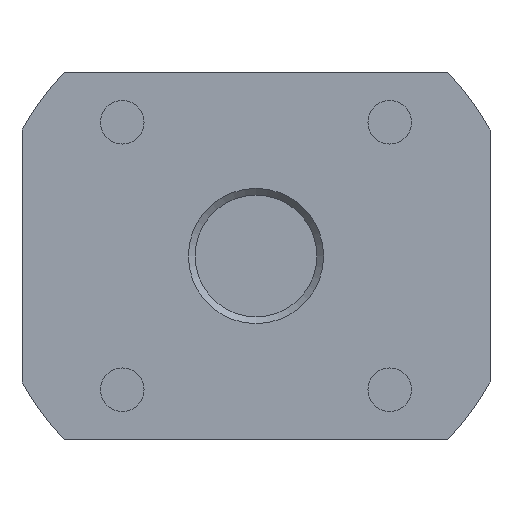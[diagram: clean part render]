
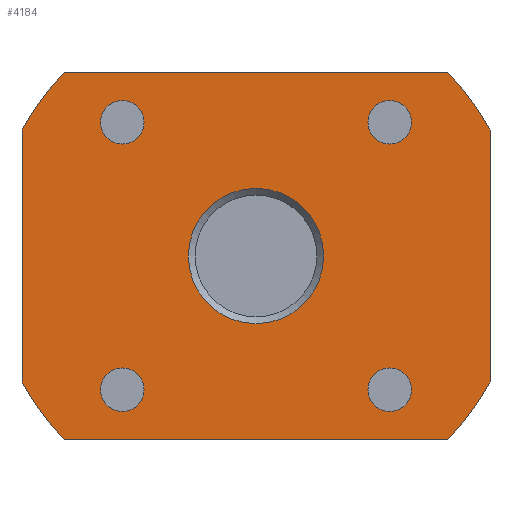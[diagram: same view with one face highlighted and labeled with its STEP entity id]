
A CAD part, front view. The second image highlights one B-rep face of the part: STEP entity #4184.
In plain terms, the highlighted planar face has unit normal (0, -1, 0).
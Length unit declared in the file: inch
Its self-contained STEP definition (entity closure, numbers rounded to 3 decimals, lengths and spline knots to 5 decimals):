
#3911=CARTESIAN_POINT('',(0.8375,0.,-1.0));
#3912=VERTEX_POINT('',#3911);
#3913=CARTESIAN_POINT('',(1.0,0.,-1.0));
#3914=DIRECTION('',(0.0,1.0,0.0));
#3915=DIRECTION('',(-1.0,0.0,0.0));
#3916=AXIS2_PLACEMENT_3D('',#3913,#3914,#3915);
#3917=CIRCLE('',#3916,0.1625);
#3918=EDGE_CURVE('',#3912,#3912,#3917,.T.);
#3952=CARTESIAN_POINT('',(-1.1625,0.,-1.));
#3953=VERTEX_POINT('',#3952);
#3954=CARTESIAN_POINT('',(-1.0,0.,-1.0));
#3955=DIRECTION('',(0.0,1.0,0.0));
#3956=DIRECTION('',(-1.0,0.0,0.0));
#3957=AXIS2_PLACEMENT_3D('',#3954,#3955,#3956);
#3958=CIRCLE('',#3957,0.1625);
#3959=EDGE_CURVE('',#3953,#3953,#3958,.T.);
#3993=CARTESIAN_POINT('',(0.8375,0.,1.0));
#3994=VERTEX_POINT('',#3993);
#3995=CARTESIAN_POINT('',(1.0,0.,1.0));
#3996=DIRECTION('',(0.0,1.0,0.0));
#3997=DIRECTION('',(-1.0,0.0,0.0));
#3998=AXIS2_PLACEMENT_3D('',#3995,#3996,#3997);
#3999=CIRCLE('',#3998,0.1625);
#4000=EDGE_CURVE('',#3994,#3994,#3999,.T.);
#4042=CARTESIAN_POINT('',(-1.1625,0.,1.));
#4043=VERTEX_POINT('',#4042);
#4044=CARTESIAN_POINT('',(-1.0,0.,1.0));
#4045=DIRECTION('',(0.0,1.0,0.0));
#4046=DIRECTION('',(-1.0,0.0,0.0));
#4047=AXIS2_PLACEMENT_3D('',#4044,#4045,#4046);
#4048=CIRCLE('',#4047,0.1625);
#4049=EDGE_CURVE('',#4043,#4043,#4048,.T.);
#4070=CARTESIAN_POINT('',(-0.5055,0.,0.));
#4071=VERTEX_POINT('',#4070);
#4072=CARTESIAN_POINT('',(0.0,0.0,0.0));
#4073=DIRECTION('',(0.0,-1.0,0.0));
#4074=DIRECTION('',(1.0,0.0,0.0));
#4075=AXIS2_PLACEMENT_3D('',#4072,#4073,#4074);
#4076=CIRCLE('',#4075,0.5055);
#4077=EDGE_CURVE('',#4071,#4071,#4076,.T.);
#4094=CARTESIAN_POINT('',(0.,0.,0.));
#4095=DIRECTION('',(0.0,1.0,0.0));
#4096=DIRECTION('',(0.0,0.0,-1.0));
#4097=AXIS2_PLACEMENT_3D('',#4094,#4095,#4096);
#4098=PLANE('',#4097);
#4099=CARTESIAN_POINT('',(1.43511,0.,1.375));
#4100=VERTEX_POINT('',#4099);
#4101=CARTESIAN_POINT('',(1.75,0.,0.94216));
#4102=VERTEX_POINT('',#4101);
#4103=CARTESIAN_POINT('',(0.0,0.0,0.0));
#4104=DIRECTION('',(0.0,1.0,0.0));
#4105=DIRECTION('',(1.0,0.0,0.0));
#4106=AXIS2_PLACEMENT_3D('',#4103,#4104,#4105);
#4107=CIRCLE('',#4106,1.9875);
#4108=EDGE_CURVE('',#4100,#4102,#4107,.T.);
#4109=ORIENTED_EDGE('',*,*,#4108,.F.);
#4110=CARTESIAN_POINT('',(-1.43511,0.,1.375));
#4111=VERTEX_POINT('',#4110);
#4112=CARTESIAN_POINT('',(-1.43511,0.,1.375));
#4113=DIRECTION('',(1.0,0.0,0.0));
#4114=VECTOR('',#4113,2.87021);
#4115=LINE('',#4112,#4114);
#4116=EDGE_CURVE('',#4111,#4100,#4115,.T.);
#4117=ORIENTED_EDGE('',*,*,#4116,.F.);
#4118=CARTESIAN_POINT('',(-1.75,0.,0.94216));
#4119=VERTEX_POINT('',#4118);
#4120=CARTESIAN_POINT('',(0.0,0.0,0.0));
#4121=DIRECTION('',(0.0,1.0,0.0));
#4122=DIRECTION('',(1.0,0.0,0.0));
#4123=AXIS2_PLACEMENT_3D('',#4120,#4121,#4122);
#4124=CIRCLE('',#4123,1.9875);
#4125=EDGE_CURVE('',#4119,#4111,#4124,.T.);
#4126=ORIENTED_EDGE('',*,*,#4125,.F.);
#4127=CARTESIAN_POINT('',(-1.75,0.,-0.94216));
#4128=VERTEX_POINT('',#4127);
#4129=CARTESIAN_POINT('',(-1.75,0.,-0.94216));
#4130=DIRECTION('',(0.0,0.0,1.0));
#4131=VECTOR('',#4130,1.88431);
#4132=LINE('',#4129,#4131);
#4133=EDGE_CURVE('',#4128,#4119,#4132,.T.);
#4134=ORIENTED_EDGE('',*,*,#4133,.F.);
#4135=CARTESIAN_POINT('',(-1.43511,0.,-1.375));
#4136=VERTEX_POINT('',#4135);
#4137=CARTESIAN_POINT('',(0.0,0.0,0.0));
#4138=DIRECTION('',(0.0,1.0,0.0));
#4139=DIRECTION('',(1.0,0.0,0.0));
#4140=AXIS2_PLACEMENT_3D('',#4137,#4138,#4139);
#4141=CIRCLE('',#4140,1.9875);
#4142=EDGE_CURVE('',#4136,#4128,#4141,.T.);
#4143=ORIENTED_EDGE('',*,*,#4142,.F.);
#4144=CARTESIAN_POINT('',(1.43511,0.,-1.375));
#4145=VERTEX_POINT('',#4144);
#4146=CARTESIAN_POINT('',(1.43511,0.,-1.375));
#4147=DIRECTION('',(-1.0,0.0,0.0));
#4148=VECTOR('',#4147,2.87021);
#4149=LINE('',#4146,#4148);
#4150=EDGE_CURVE('',#4145,#4136,#4149,.T.);
#4151=ORIENTED_EDGE('',*,*,#4150,.F.);
#4152=CARTESIAN_POINT('',(1.75,0.,-0.94216));
#4153=VERTEX_POINT('',#4152);
#4154=CARTESIAN_POINT('',(0.0,0.0,0.0));
#4155=DIRECTION('',(0.0,1.0,0.0));
#4156=DIRECTION('',(1.0,0.0,0.0));
#4157=AXIS2_PLACEMENT_3D('',#4154,#4155,#4156);
#4158=CIRCLE('',#4157,1.9875);
#4159=EDGE_CURVE('',#4153,#4145,#4158,.T.);
#4160=ORIENTED_EDGE('',*,*,#4159,.F.);
#4161=CARTESIAN_POINT('',(1.75,0.,0.94216));
#4162=DIRECTION('',(0.0,0.0,-1.0));
#4163=VECTOR('',#4162,1.88431);
#4164=LINE('',#4161,#4163);
#4165=EDGE_CURVE('',#4102,#4153,#4164,.T.);
#4166=ORIENTED_EDGE('',*,*,#4165,.F.);
#4167=EDGE_LOOP('',(#4109,#4117,#4126,#4134,#4143,#4151,#4160,#4166));
#4168=FACE_OUTER_BOUND('',#4167,.T.);
#4169=ORIENTED_EDGE('',*,*,#3918,.T.);
#4170=EDGE_LOOP('',(#4169));
#4171=FACE_BOUND('',#4170,.T.);
#4172=ORIENTED_EDGE('',*,*,#3959,.T.);
#4173=EDGE_LOOP('',(#4172));
#4174=FACE_BOUND('',#4173,.T.);
#4175=ORIENTED_EDGE('',*,*,#4000,.T.);
#4176=EDGE_LOOP('',(#4175));
#4177=FACE_BOUND('',#4176,.T.);
#4178=ORIENTED_EDGE('',*,*,#4049,.T.);
#4179=EDGE_LOOP('',(#4178));
#4180=FACE_BOUND('',#4179,.T.);
#4181=ORIENTED_EDGE('',*,*,#4077,.F.);
#4182=EDGE_LOOP('',(#4181));
#4183=FACE_BOUND('',#4182,.T.);
#4184=ADVANCED_FACE('',(#4168,#4171,#4174,#4177,#4180,#4183),#4098,.F.);
